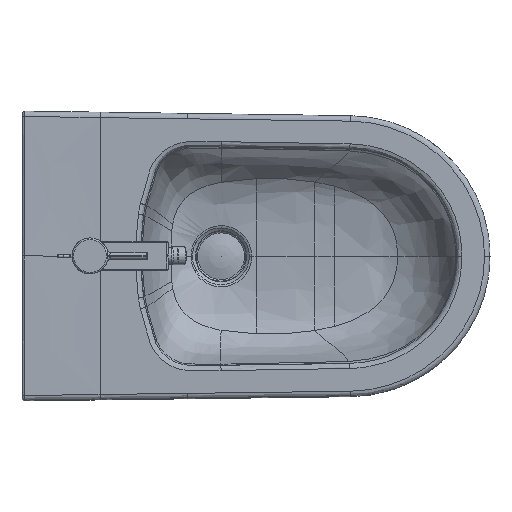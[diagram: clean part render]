
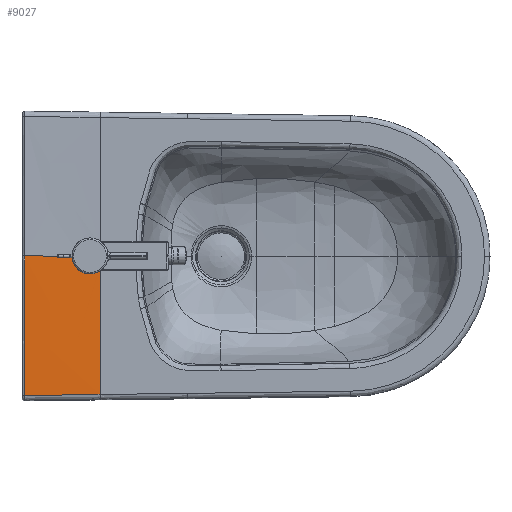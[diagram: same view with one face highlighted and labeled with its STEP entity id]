
A CAD part, top view. The second image highlights one B-rep face of the part: STEP entity #9027.
In plain terms, the highlighted free-form (B-spline) face has degree [3, 3] with [4, 4] control points.
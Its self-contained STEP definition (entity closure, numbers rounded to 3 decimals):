
#798=CARTESIAN_POINT('',(100.,-14.578,0.0));
#799=VERTEX_POINT('',#798);
#872=CARTESIAN_POINT('',(67.576,0.,0.21));
#873=VERTEX_POINT('',#872);
#881=CARTESIAN_POINT('',(67.576,0.,0.21));
#882=CARTESIAN_POINT('',(67.576,-2.122,0.21));
#883=CARTESIAN_POINT('',(68.601,-8.5,0.197));
#884=CARTESIAN_POINT('',(75.449,-17.457,0.112));
#885=CARTESIAN_POINT('',(86.344,-20.319,0.03));
#886=CARTESIAN_POINT('',(94.75,-18.297,0.003));
#887=CARTESIAN_POINT('',(98.415,-15.987,0.));
#888=CARTESIAN_POINT('',(100.,-14.578,0.0));
#889=B_SPLINE_CURVE_WITH_KNOTS('',3,(#881,#882,#883,#884,#885,#886,#887,#888),.UNSPECIFIED.,.F.,.U.,(4,1,1,1,1,4),(-4.456,-3.819,-2.546,-1.273,-0.637,0.0),.UNSPECIFIED.);
#890=EDGE_CURVE('',#873,#799,#889,.T.);
#1025=CARTESIAN_POINT('',(100.,-177.398,0.0));
#1026=VERTEX_POINT('',#1025);
#1027=CARTESIAN_POINT('',(100.,-14.578,0.0));
#1028=DIRECTION('',(0.,-1.0,0.0));
#1029=VECTOR('',#1028,162.82);
#1030=LINE('',#1027,#1029);
#1031=EDGE_CURVE('',#799,#1026,#1030,.T.);
#8958=CARTESIAN_POINT('',(100.0,0.,0.));
#8959=CARTESIAN_POINT('',(100.0,-59.191,0.));
#8960=CARTESIAN_POINT('',(100.0,-118.383,0.));
#8961=CARTESIAN_POINT('',(100.0,-177.574,0.));
#8962=CARTESIAN_POINT('',(67.67,0.,0.));
#8963=CARTESIAN_POINT('',(67.67,-59.332,0.));
#8964=CARTESIAN_POINT('',(67.673,-118.663,0.));
#8965=CARTESIAN_POINT('',(67.676,-177.995,0.));
#8966=CARTESIAN_POINT('',(35.346,0.,0.627));
#8967=CARTESIAN_POINT('',(35.346,-59.475,0.627));
#8968=CARTESIAN_POINT('',(35.35,-118.951,0.819));
#8969=CARTESIAN_POINT('',(35.352,-178.416,0.091));
#8970=CARTESIAN_POINT('',(3.028,0.,1.881));
#8971=CARTESIAN_POINT('',(3.028,-59.617,1.881));
#8972=CARTESIAN_POINT('',(3.028,-119.233,1.336));
#8973=CARTESIAN_POINT('',(3.028,-178.837,0.145));
#8974=B_SPLINE_SURFACE_WITH_KNOTS('',3,3,((#8958,#8962,#8966,#8970),(#8959,#8963,#8967,#8971),(#8960,#8964,#8968,#8972),(#8961,#8965,#8969,#8973)),.UNSPECIFIED.,.F.,.F.,.U.,(4,4),(4,4),(0.0,178.231),(0.,96.995),.UNSPECIFIED.);
#8975=ORIENTED_EDGE('',*,*,#890,.F.);
#8976=CARTESIAN_POINT('',(3.125,0.,1.877));
#8977=VERTEX_POINT('',#8976);
#8978=CARTESIAN_POINT('',(67.576,0.,0.21));
#8979=CARTESIAN_POINT('',(46.089,0.,0.489));
#8980=CARTESIAN_POINT('',(24.606,0.,1.044));
#8981=CARTESIAN_POINT('',(3.125,0.,1.877));
#8982=B_SPLINE_CURVE_WITH_KNOTS('',3,(#8978,#8979,#8980,#8981),.UNSPECIFIED.,.F.,.U.,(4,4),(32.428,96.898),.UNSPECIFIED.);
#8983=EDGE_CURVE('',#873,#8977,#8982,.T.);
#8984=ORIENTED_EDGE('',*,*,#8983,.T.);
#8985=CARTESIAN_POINT('',(3.028,-178.837,0.145));
#8986=VERTEX_POINT('',#8985);
#8987=CARTESIAN_POINT('',(3.028,-178.837,0.145));
#8988=CARTESIAN_POINT('',(3.045,-149.033,0.741));
#8989=CARTESIAN_POINT('',(3.069,-119.229,1.174));
#8990=CARTESIAN_POINT('',(3.089,-89.424,1.458));
#8991=CARTESIAN_POINT('',(3.105,-65.715,1.684));
#8992=CARTESIAN_POINT('',(3.118,-42.005,1.815));
#8993=CARTESIAN_POINT('',(3.123,-18.292,1.86));
#8994=CARTESIAN_POINT('',(3.124,-12.196,1.871));
#8995=CARTESIAN_POINT('',(3.125,-6.11,1.877));
#8996=CARTESIAN_POINT('',(3.125,0.,1.877));
#8997=B_SPLINE_CURVE_WITH_KNOTS('',3,(#8987,#8988,#8989,#8990,#8991,#8992,#8993,#8994,#8995,#8996),.UNSPECIFIED.,.F.,.U.,(4,3,3,4),(0.0,126.247,226.674,252.494),.UNSPECIFIED.);
#8998=EDGE_CURVE('',#8977,#8986,#8997,.F.);
#8999=ORIENTED_EDGE('',*,*,#8998,.T.);
#9000=CARTESIAN_POINT('',(3.028,-178.837,0.145));
#9001=CARTESIAN_POINT('',(3.53,-178.83,0.145));
#9002=CARTESIAN_POINT('',(4.033,-178.822,0.144));
#9003=CARTESIAN_POINT('',(4.448,-178.816,0.143));
#9004=CARTESIAN_POINT('',(6.876,-178.779,0.139));
#9005=CARTESIAN_POINT('',(9.304,-178.742,0.135));
#9006=CARTESIAN_POINT('',(11.229,-178.713,0.131));
#9007=CARTESIAN_POINT('',(15.582,-178.647,0.123));
#9008=CARTESIAN_POINT('',(19.935,-178.58,0.115));
#9009=CARTESIAN_POINT('',(22.363,-178.543,0.11));
#9010=CARTESIAN_POINT('',(29.648,-178.431,0.096));
#9011=CARTESIAN_POINT('',(36.931,-178.32,0.081));
#9012=CARTESIAN_POINT('',(41.787,-178.245,0.072));
#9013=CARTESIAN_POINT('',(54.415,-178.052,0.047));
#9014=CARTESIAN_POINT('',(67.041,-177.863,0.026));
#9015=CARTESIAN_POINT('',(74.81,-177.748,0.015));
#9016=CARTESIAN_POINT('',(84.514,-177.609,0.005));
#9017=CARTESIAN_POINT('',(94.215,-177.476,0.001));
#9018=CARTESIAN_POINT('',(96.147,-177.45,0.));
#9019=CARTESIAN_POINT('',(98.073,-177.424,0.));
#9020=CARTESIAN_POINT('',(100.0,-177.398,0.));
#9021=B_SPLINE_CURVE_WITH_KNOTS('',5,(#9000,#9001,#9002,#9003,#9004,#9005,#9006,#9007,#9008,#9009,#9010,#9011,#9012,#9013,#9014,#9015,#9016,#9017,#9018,#9019,#9020),.UNSPECIFIED.,.F.,.U.,(6,3,3,3,3,3,6),(0.0,3.556,17.161,34.322,68.644,123.592,137.288),.UNSPECIFIED.);
#9022=EDGE_CURVE('',#8986,#1026,#9021,.T.);
#9023=ORIENTED_EDGE('',*,*,#9022,.T.);
#9024=ORIENTED_EDGE('',*,*,#1031,.F.);
#9025=EDGE_LOOP('',(#8975,#8984,#8999,#9023,#9024));
#9026=FACE_OUTER_BOUND('',#9025,.T.);
#9027=ADVANCED_FACE('',(#9026),#8974,.F.);
